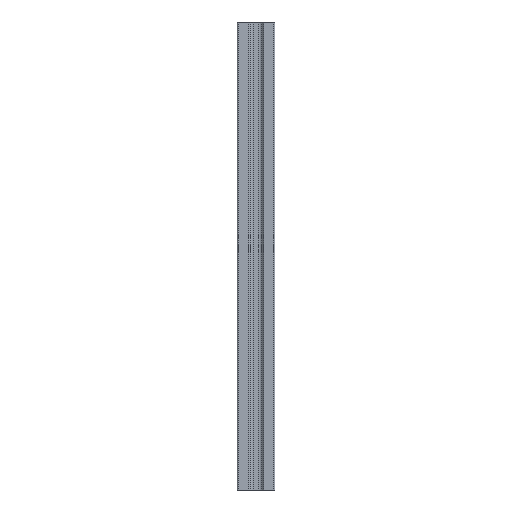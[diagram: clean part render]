
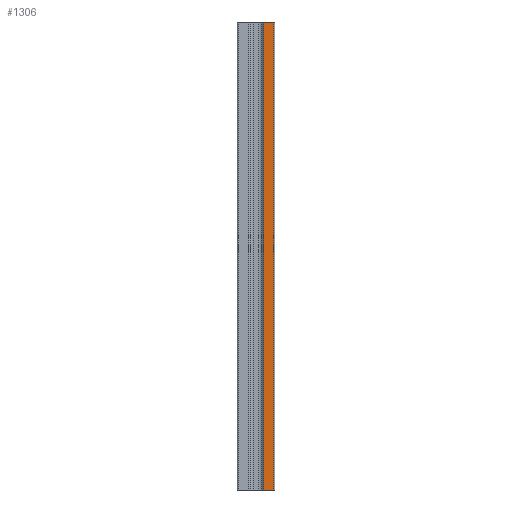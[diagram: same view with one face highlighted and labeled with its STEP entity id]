
A CAD part, front view. The second image highlights one B-rep face of the part: STEP entity #1306.
In plain terms, the highlighted planar face has unit normal (0, -1, 0).
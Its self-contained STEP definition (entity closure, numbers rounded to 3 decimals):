
#32=PLANE('',#1409);
#86=FACE_OUTER_BOUND('',#153,.T.);
#153=EDGE_LOOP('',(#964,#965,#966,#967));
#252=LINE('',#1993,#405);
#253=LINE('',#1996,#406);
#254=LINE('',#1998,#407);
#255=LINE('',#1999,#408);
#405=VECTOR('',#1612,10.);
#406=VECTOR('',#1615,10.);
#407=VECTOR('',#1616,10.);
#408=VECTOR('',#1617,10.);
#593=VERTEX_POINT('',#1989);
#594=VERTEX_POINT('',#1991);
#595=VERTEX_POINT('',#1995);
#596=VERTEX_POINT('',#1997);
#746=EDGE_CURVE('',#593,#594,#252,.T.);
#747=EDGE_CURVE('',#593,#595,#253,.T.);
#748=EDGE_CURVE('',#596,#594,#254,.T.);
#749=EDGE_CURVE('',#595,#596,#255,.T.);
#964=ORIENTED_EDGE('',*,*,#747,.F.);
#965=ORIENTED_EDGE('',*,*,#746,.T.);
#966=ORIENTED_EDGE('',*,*,#748,.F.);
#967=ORIENTED_EDGE('',*,*,#749,.F.);
#1306=ADVANCED_FACE('',(#86),#32,.T.);
#1409=AXIS2_PLACEMENT_3D('',#1994,#1613,#1614);
#1612=DIRECTION('',(0.,0.,1.));
#1613=DIRECTION('center_axis',(0.,-1.,0.));
#1614=DIRECTION('ref_axis',(1.,0.,0.));
#1615=DIRECTION('',(-1.,0.,0.));
#1616=DIRECTION('',(1.,0.,0.));
#1617=DIRECTION('',(0.,0.,1.));
#1989=CARTESIAN_POINT('',(8.096,-16.1,0.));
#1991=CARTESIAN_POINT('',(8.096,-16.1,250.));
#1993=CARTESIAN_POINT('',(8.096,-16.1,0.));
#1994=CARTESIAN_POINT('Origin',(2.696,-16.1,0.));
#1995=CARTESIAN_POINT('',(2.696,-16.1,0.));
#1996=CARTESIAN_POINT('',(8.096,-16.1,0.));
#1997=CARTESIAN_POINT('',(2.696,-16.1,250.));
#1998=CARTESIAN_POINT('',(8.096,-16.1,250.));
#1999=CARTESIAN_POINT('',(2.696,-16.1,0.));
